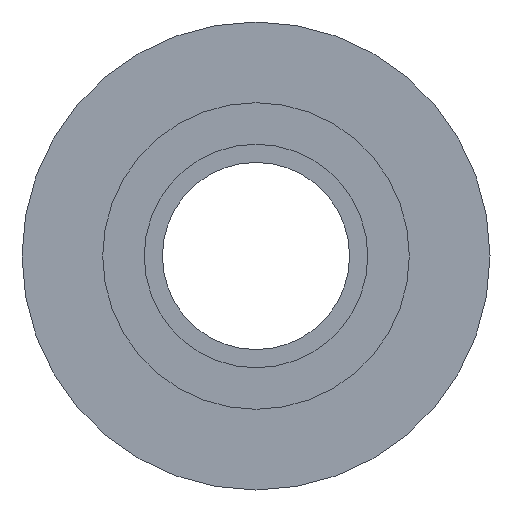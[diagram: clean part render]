
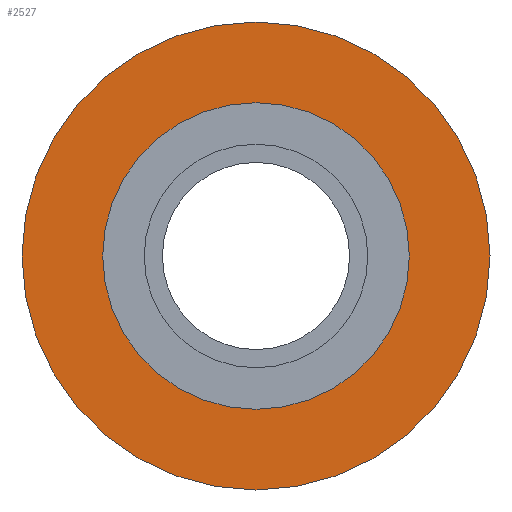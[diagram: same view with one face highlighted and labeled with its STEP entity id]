
A CAD part, front view. The second image highlights one B-rep face of the part: STEP entity #2527.
In plain terms, the highlighted planar face has unit normal (0, -1, 0).
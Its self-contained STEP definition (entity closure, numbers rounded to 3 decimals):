
#244=FACE_BOUND('',#595,.T.);
#296=PLANE('',#2840);
#432=FACE_OUTER_BOUND('',#594,.T.);
#594=EDGE_LOOP('',(#2360,#2361));
#595=EDGE_LOOP('',(#2362,#2363));
#991=CIRCLE('',#2828,20.);
#992=CIRCLE('',#2829,20.);
#997=CIRCLE('',#2838,13.1);
#998=CIRCLE('',#2839,13.1);
#1242=VERTEX_POINT('',#5867);
#1243=VERTEX_POINT('',#5869);
#1248=VERTEX_POINT('',#5885);
#1249=VERTEX_POINT('',#5887);
#1612=EDGE_CURVE('',#1242,#1243,#991,.T.);
#1613=EDGE_CURVE('',#1243,#1242,#992,.T.);
#1620=EDGE_CURVE('',#1249,#1248,#997,.T.);
#1621=EDGE_CURVE('',#1248,#1249,#998,.T.);
#2360=ORIENTED_EDGE('',*,*,#1613,.F.);
#2361=ORIENTED_EDGE('',*,*,#1612,.F.);
#2362=ORIENTED_EDGE('',*,*,#1620,.T.);
#2363=ORIENTED_EDGE('',*,*,#1621,.T.);
#2527=ADVANCED_FACE('',(#432,#244),#296,.T.);
#2828=AXIS2_PLACEMENT_3D('',#5870,#3427,#3428);
#2829=AXIS2_PLACEMENT_3D('',#5871,#3429,#3430);
#2838=AXIS2_PLACEMENT_3D('',#5888,#3449,#3450);
#2839=AXIS2_PLACEMENT_3D('',#5889,#3451,#3452);
#2840=AXIS2_PLACEMENT_3D('',#5890,#3453,#3454);
#3427=DIRECTION('center_axis',(0.,1.,0.));
#3428=DIRECTION('ref_axis',(1.,0.,0.));
#3429=DIRECTION('center_axis',(0.,1.,0.));
#3430=DIRECTION('ref_axis',(1.,0.,0.));
#3449=DIRECTION('center_axis',(0.,1.,0.));
#3450=DIRECTION('ref_axis',(1.,0.,0.));
#3451=DIRECTION('center_axis',(0.,1.,0.));
#3452=DIRECTION('ref_axis',(1.,0.,0.));
#3453=DIRECTION('center_axis',(0.,-1.,0.));
#3454=DIRECTION('ref_axis',(0.,0.,
-1.));
#5867=CARTESIAN_POINT('',(20.,0.,0.));
#5869=CARTESIAN_POINT('',(-20.,0.,0.));
#5870=CARTESIAN_POINT('Origin',(0.,0.,0.));
#5871=CARTESIAN_POINT('Origin',(0.,0.,0.));
#5885=CARTESIAN_POINT('',(13.1,0.,0.));
#5887=CARTESIAN_POINT('',(-13.1,0.,0.));
#5888=CARTESIAN_POINT('Origin',(0.,0.,0.));
#5889=CARTESIAN_POINT('Origin',(0.,0.,0.));
#5890=CARTESIAN_POINT('Origin',(-20.,0.,0.));
